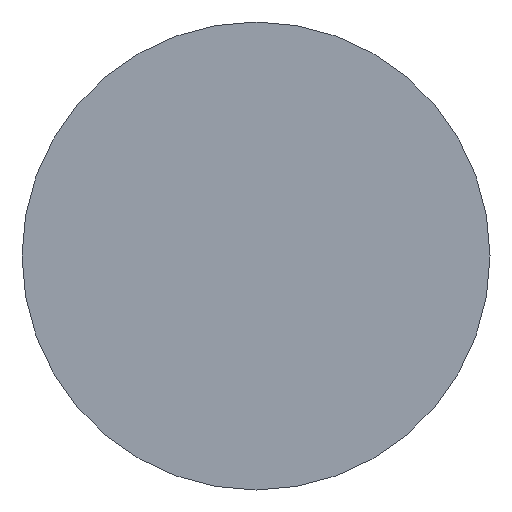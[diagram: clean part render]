
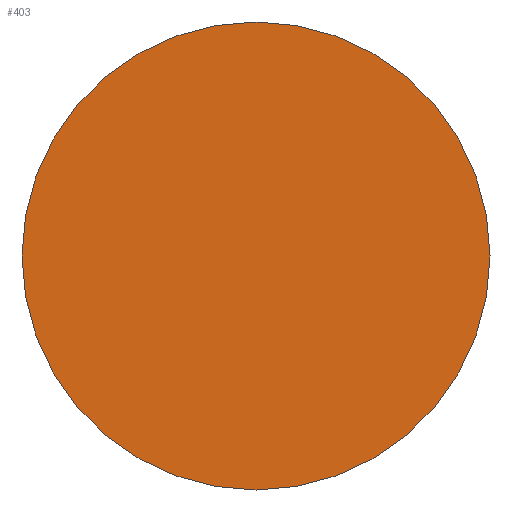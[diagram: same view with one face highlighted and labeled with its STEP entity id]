
A CAD part, left-side view. The second image highlights one B-rep face of the part: STEP entity #403.
In plain terms, the highlighted planar face has unit normal (-1, 0, 0).
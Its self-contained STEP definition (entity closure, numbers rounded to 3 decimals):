
#39=CIRCLE('',#442,8.331);
#69=FACE_OUTER_BOUND('',#95,.T.);
#95=EDGE_LOOP('',(#371));
#200=VERTEX_POINT('',#699);
#257=EDGE_CURVE('',#200,#200,#39,.T.);
#371=ORIENTED_EDGE('',*,*,#257,.F.);
#380=PLANE('',#443);
#403=ADVANCED_FACE('',(#69),#380,.T.);
#442=AXIS2_PLACEMENT_3D('',#700,#542,#543);
#443=AXIS2_PLACEMENT_3D('',#701,#544,#545);
#542=DIRECTION('center_axis',(1.,0.,0.));
#543=DIRECTION('ref_axis',(0.,0.,-1.));
#544=DIRECTION('center_axis',(-1.,0.,0.));
#545=DIRECTION('ref_axis',(0.,0.,1.));
#699=CARTESIAN_POINT('',(0.,8.331,0.));
#700=CARTESIAN_POINT('Origin',(0.,0.,0.));
#701=CARTESIAN_POINT('Origin',(0.,8.331,0.));
